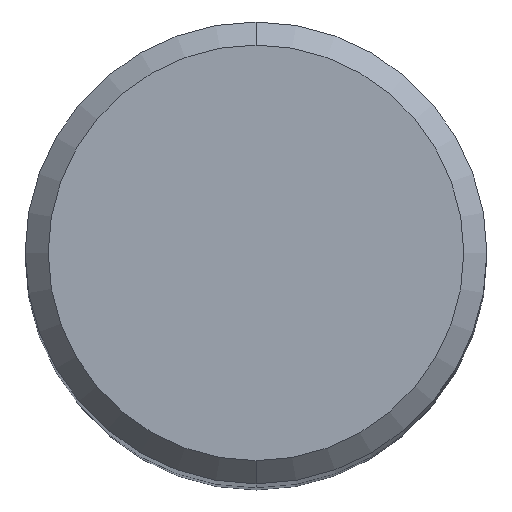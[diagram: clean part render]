
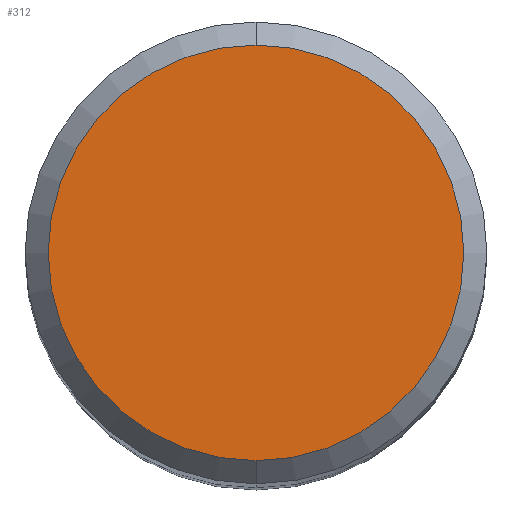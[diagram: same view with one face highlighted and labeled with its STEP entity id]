
A CAD part, top view. The second image highlights one B-rep face of the part: STEP entity #312.
In plain terms, the highlighted planar face has unit normal (0, 0, 1).
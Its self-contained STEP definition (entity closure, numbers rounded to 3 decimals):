
#218=VERTEX_POINT('',#521);
#290=EDGE_CURVE('',#382,#218,#601,.T.);
#312=ADVANCED_FACE('',(#624),#625,.T.);
#382=VERTEX_POINT('',#703);
#386=EDGE_CURVE('',#218,#382,#707,.T.);
#521=CARTESIAN_POINT('',(0.,-4.5,0.0));
#601=CIRCLE('',#1089,4.5);
#624=FACE_OUTER_BOUND('',#1170,.T.);
#625=PLANE('',#1171);
#703=CARTESIAN_POINT('',(0.0,4.5,0.0));
#707=CIRCLE('',#1291,4.5);
#1089=AXIS2_PLACEMENT_3D('',#1578,#1579,#1580);
#1170=EDGE_LOOP('',(#1607,#1608));
#1171=AXIS2_PLACEMENT_3D('',#1609,#1610,#1611);
#1291=AXIS2_PLACEMENT_3D('',#1700,#1701,#1702);
#1578=CARTESIAN_POINT('',(0.0,0.0,0.0));
#1579=DIRECTION('',(0.0,0.0,-1.0));
#1580=DIRECTION('',(0.0,1.0,0.0));
#1607=ORIENTED_EDGE('',*,*,#290,.F.);
#1608=ORIENTED_EDGE('',*,*,#386,.F.);
#1609=CARTESIAN_POINT('',(0.0,2.25,0.0));
#1610=DIRECTION('',(-0.0,0.0,1.0));
#1611=DIRECTION('',(0.0,-1.0,0.0));
#1700=CARTESIAN_POINT('',(0.0,0.0,0.0));
#1701=DIRECTION('',(0.0,0.0,-1.0));
#1702=DIRECTION('',(0.0,1.0,0.0));
